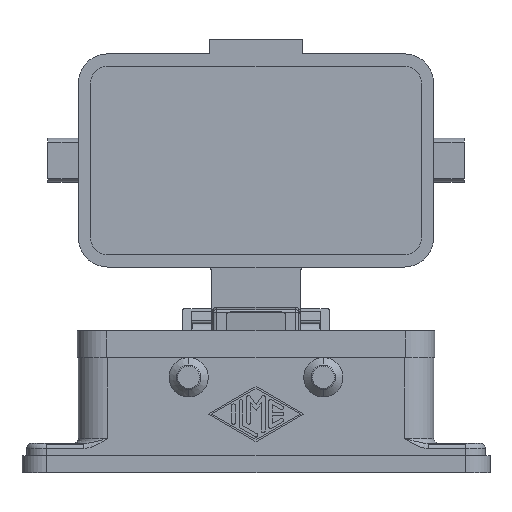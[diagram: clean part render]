
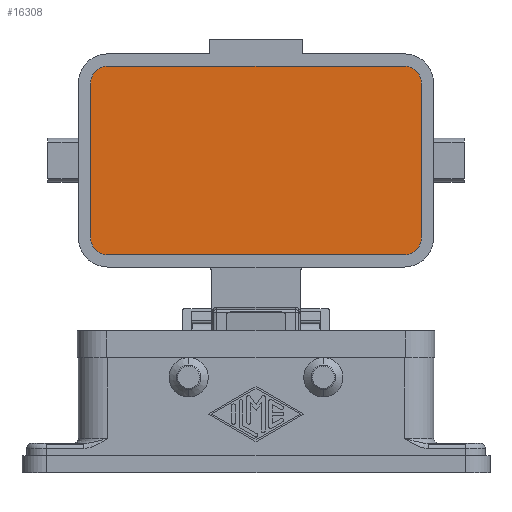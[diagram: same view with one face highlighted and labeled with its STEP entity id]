
A CAD part, front view. The second image highlights one B-rep face of the part: STEP entity #16308.
In plain terms, the highlighted planar face has unit normal (0, -1, 0).
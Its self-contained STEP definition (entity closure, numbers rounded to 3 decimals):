
#6457=CARTESIAN_POINT('',(30.25,44.25,44.5));
#6458=VERTEX_POINT('',#6457);
#6459=CARTESIAN_POINT('',(33.75,44.25,48.));
#6460=VERTEX_POINT('',#6459);
#6461=CARTESIAN_POINT('',(30.25,44.25,48.));
#6462=DIRECTION('',(0.0,-1.0,0.0));
#6463=DIRECTION('',(-1.0,0.0,0.0));
#6464=AXIS2_PLACEMENT_3D('',#6461,#6462,#6463);
#6465=CIRCLE('',#6464,3.5);
#6466=EDGE_CURVE('',#6458,#6460,#6465,.T.);
#6499=CARTESIAN_POINT('',(-30.25,44.25,44.5));
#6500=VERTEX_POINT('',#6499);
#6501=CARTESIAN_POINT('',(-30.25,44.25,44.5));
#6502=DIRECTION('',(1.0,0.0,0.0));
#6503=VECTOR('',#6502,60.5);
#6504=LINE('',#6501,#6503);
#6505=EDGE_CURVE('',#6500,#6458,#6504,.T.);
#6530=CARTESIAN_POINT('',(-33.75,44.25,48.));
#6531=VERTEX_POINT('',#6530);
#6532=CARTESIAN_POINT('',(-30.25,44.25,48.));
#6533=DIRECTION('',(0.0,-1.0,0.0));
#6534=DIRECTION('',(0.0,0.0,1.0));
#6535=AXIS2_PLACEMENT_3D('',#6532,#6533,#6534);
#6536=CIRCLE('',#6535,3.5);
#6537=EDGE_CURVE('',#6531,#6500,#6536,.T.);
#6563=CARTESIAN_POINT('',(-33.75,44.25,79.5));
#6564=VERTEX_POINT('',#6563);
#6565=CARTESIAN_POINT('',(-33.75,44.25,48.));
#6566=DIRECTION('',(0.0,0.0,1.0));
#6567=VECTOR('',#6566,31.5);
#6568=LINE('',#6565,#6567);
#6569=EDGE_CURVE('',#6531,#6564,#6568,.T.);
#6627=CARTESIAN_POINT('',(33.75,44.25,79.5));
#6628=VERTEX_POINT('',#6627);
#6629=CARTESIAN_POINT('',(33.75,44.25,79.5));
#6630=DIRECTION('',(0.0,0.0,-1.0));
#6631=VECTOR('',#6630,31.5);
#6632=LINE('',#6629,#6631);
#6633=EDGE_CURVE('',#6628,#6460,#6632,.T.);
#6658=CARTESIAN_POINT('',(30.25,44.25,83.0));
#6659=VERTEX_POINT('',#6658);
#6660=CARTESIAN_POINT('',(30.25,44.25,79.5));
#6661=DIRECTION('',(0.0,-1.0,0.0));
#6662=DIRECTION('',(0.0,0.0,-1.0));
#6663=AXIS2_PLACEMENT_3D('',#6660,#6661,#6662);
#6664=CIRCLE('',#6663,3.5);
#6665=EDGE_CURVE('',#6628,#6659,#6664,.T.);
#6691=CARTESIAN_POINT('',(-30.25,44.25,83.0));
#6692=VERTEX_POINT('',#6691);
#6693=CARTESIAN_POINT('',(30.25,44.25,83.0));
#6694=DIRECTION('',(-1.0,0.0,0.0));
#6695=VECTOR('',#6694,60.5);
#6696=LINE('',#6693,#6695);
#6697=EDGE_CURVE('',#6659,#6692,#6696,.T.);
#6722=CARTESIAN_POINT('',(-30.25,44.25,79.5));
#6723=DIRECTION('',(0.0,-1.0,0.0));
#6724=DIRECTION('',(1.0,0.0,0.0));
#6725=AXIS2_PLACEMENT_3D('',#6722,#6723,#6724);
#6726=CIRCLE('',#6725,3.5);
#6727=EDGE_CURVE('',#6692,#6564,#6726,.T.);
#16293=CARTESIAN_POINT('',(0.,44.25,63.75));
#16294=DIRECTION('',(0.0,1.0,0.0));
#16295=DIRECTION('',(0.0,0.0,1.0));
#16296=AXIS2_PLACEMENT_3D('',#16293,#16294,#16295);
#16297=PLANE('',#16296);
#16298=ORIENTED_EDGE('',*,*,#6466,.T.);
#16299=ORIENTED_EDGE('',*,*,#6633,.F.);
#16300=ORIENTED_EDGE('',*,*,#6665,.T.);
#16301=ORIENTED_EDGE('',*,*,#6697,.T.);
#16302=ORIENTED_EDGE('',*,*,#6727,.T.);
#16303=ORIENTED_EDGE('',*,*,#6569,.F.);
#16304=ORIENTED_EDGE('',*,*,#6537,.T.);
#16305=ORIENTED_EDGE('',*,*,#6505,.T.);
#16306=EDGE_LOOP('',(#16298,#16299,#16300,#16301,#16302,#16303,#16304,#16305));
#16307=FACE_OUTER_BOUND('',#16306,.T.);
#16308=ADVANCED_FACE('',(#16307),#16297,.F.);
